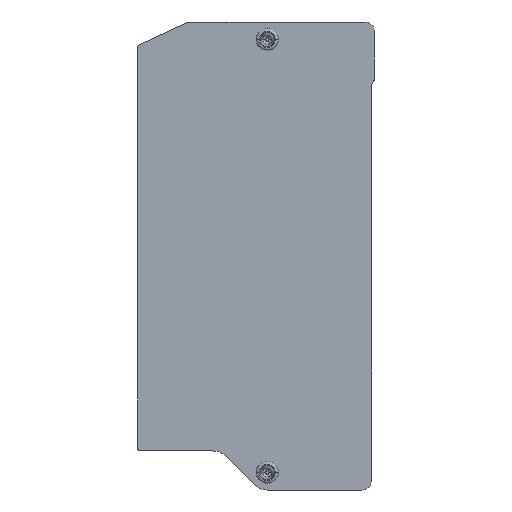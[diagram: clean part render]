
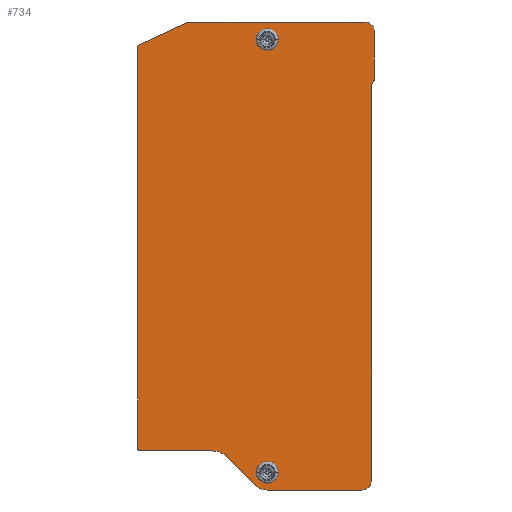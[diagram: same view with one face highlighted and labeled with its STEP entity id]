
A CAD part, left-side view. The second image highlights one B-rep face of the part: STEP entity #734.
In plain terms, the highlighted planar face has unit normal (-1, 0, 0).
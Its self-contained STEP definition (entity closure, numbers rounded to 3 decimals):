
#86=CARTESIAN_POINT('',(-1.5,23.828,-22.));
#87=DIRECTION('',(1.,0.,0.));
#88=DIRECTION('',(0.,0.,1.));
#89=AXIS2_PLACEMENT_3D('',#86,#87,#88);
#109=CARTESIAN_POINT('',(-1.5,18.25,-22.2));
#110=DIRECTION('',(1.,0.,0.));
#111=DIRECTION('',(0.,-1.,0.));
#112=AXIS2_PLACEMENT_3D('',#109,#110,#111);
#114=CARTESIAN_POINT('',(-1.5,18.25,-22.2));
#115=DIRECTION('',(1.,0.,0.));
#116=DIRECTION('',(0.,1.,0.));
#117=AXIS2_PLACEMENT_3D('',#114,#115,#116);
#129=CARTESIAN_POINT('',(-1.5,18.25,22.2));
#130=DIRECTION('',(1.,0.,0.));
#131=DIRECTION('',(0.,1.,0.));
#132=AXIS2_PLACEMENT_3D('',#129,#130,#131);
#134=CARTESIAN_POINT('',(-1.5,18.25,22.2));
#135=DIRECTION('',(1.,0.,0.));
#136=DIRECTION('',(0.,-1.,0.));
#137=AXIS2_PLACEMENT_3D('',#134,#135,#136);
#139=DIRECTION('',(0.,-0.707,-0.707));
#140=VECTOR('',#139,4.083);
#141=CARTESIAN_POINT('',(-1.5,22.414,-20.586));
#142=LINE('',#141,#140);
#143=DIRECTION('',(0.,-1.,0.));
#144=VECTOR('',#143,7.422);
#145=CARTESIAN_POINT('',(-1.5,31.25,-20.));
#146=LINE('',#145,#144);
#147=CARTESIAN_POINT('',(-1.5,31.25,-19.7));
#148=DIRECTION('',(-1.,0.,0.));
#149=DIRECTION('',(0.,1.,0.));
#150=AXIS2_PLACEMENT_3D('',#147,#148,#149);
#152=DIRECTION('',(0.,0.,-1.));
#153=VECTOR('',#152,41.089);
#154=CARTESIAN_POINT('',(-1.5,31.55,21.389));
#155=LINE('',#154,#153);
#156=CARTESIAN_POINT('',(-1.5,31.25,21.389));
#157=DIRECTION('',(-1.,0.,0.));
#158=DIRECTION('',(0.,0.423,0.906));
#159=AXIS2_PLACEMENT_3D('',#156,#157,#158);
#161=DIRECTION('',(0.,0.906,-0.423));
#162=VECTOR('',#161,5.469);
#163=CARTESIAN_POINT('',(-1.5,26.421,23.972));
#164=LINE('',#163,#162);
#165=CARTESIAN_POINT('',(-1.5,26.294,23.7));
#166=DIRECTION('',(-1.,0.,0.));
#167=DIRECTION('',(0.,0.,1.));
#168=AXIS2_PLACEMENT_3D('',#165,#166,#167);
#170=DIRECTION('',(0.,1.,0.));
#171=VECTOR('',#170,18.044);
#172=CARTESIAN_POINT('',(-1.5,8.25,24.));
#173=LINE('',#172,#171);
#174=CARTESIAN_POINT('',(-1.5,8.25,23.));
#175=DIRECTION('',(-1.,0.,0.));
#176=DIRECTION('',(0.,-1.,0.));
#177=AXIS2_PLACEMENT_3D('',#174,#175,#176);
#179=DIRECTION('',(0.,0.,1.));
#180=VECTOR('',#179,4.865);
#181=CARTESIAN_POINT('',(-1.5,7.25,18.135));
#182=LINE('',#181,#180);
#183=CARTESIAN_POINT('',(-1.5,7.55,18.135));
#184=DIRECTION('',(-1.,0.,0.));
#185=DIRECTION('',(0.,-0.714,-0.7));
#186=AXIS2_PLACEMENT_3D('',#183,#184,#185);
#188=CARTESIAN_POINT('',(-1.5,6.8,17.4));
#189=DIRECTION('',(1.,0.,0.));
#190=DIRECTION('',(0.,1.,0.));
#191=AXIS2_PLACEMENT_3D('',#188,#189,#190);
#193=DIRECTION('',(0.,0.,1.));
#194=VECTOR('',#193,40.4);
#195=CARTESIAN_POINT('',(-1.5,7.55,-23.));
#196=LINE('',#195,#194);
#197=CARTESIAN_POINT('',(-1.5,8.55,-23.));
#198=DIRECTION('',(-1.,0.,0.));
#199=DIRECTION('',(0.,0.,-1.));
#200=AXIS2_PLACEMENT_3D('',#197,#198,#199);
#202=DIRECTION('',(0.,-1.,0.));
#203=VECTOR('',#202,9.704);
#204=CARTESIAN_POINT('',(-1.5,18.254,-24.));
#205=LINE('',#204,#203);
#206=CARTESIAN_POINT('',(-1.5,18.254,-22.2));
#207=DIRECTION('',(-1.,0.,0.));
#208=DIRECTION('',(0.,0.707,-0.707));
#209=AXIS2_PLACEMENT_3D('',#206,#207,#208);
#457=CARTESIAN_POINT('',(-1.5,7.55,17.4));
#458=CARTESIAN_POINT('',(-1.5,7.336,17.925));
#459=VERTEX_POINT('',#457);
#460=VERTEX_POINT('',#458);
#461=CARTESIAN_POINT('',(-1.5,7.25,18.135));
#462=VERTEX_POINT('',#461);
#467=CARTESIAN_POINT('',(-1.5,31.55,-19.7));
#468=VERTEX_POINT('',#467);
#469=CARTESIAN_POINT('',(-1.5,31.25,-20.));
#470=VERTEX_POINT('',#469);
#475=CARTESIAN_POINT('',(-1.5,31.377,21.661));
#476=VERTEX_POINT('',#475);
#477=CARTESIAN_POINT('',(-1.5,31.55,21.389));
#478=VERTEX_POINT('',#477);
#483=CARTESIAN_POINT('',(-1.5,26.294,24.));
#484=VERTEX_POINT('',#483);
#485=CARTESIAN_POINT('',(-1.5,26.421,23.972));
#486=VERTEX_POINT('',#485);
#491=CARTESIAN_POINT('',(-1.5,7.25,23.));
#492=VERTEX_POINT('',#491);
#493=CARTESIAN_POINT('',(-1.5,8.25,24.));
#494=VERTEX_POINT('',#493);
#499=CARTESIAN_POINT('',(-1.5,8.55,-24.));
#500=VERTEX_POINT('',#499);
#501=CARTESIAN_POINT('',(-1.5,7.55,-23.));
#502=VERTEX_POINT('',#501);
#507=CARTESIAN_POINT('',(-1.5,19.527,-23.473));
#508=VERTEX_POINT('',#507);
#509=CARTESIAN_POINT('',(-1.5,18.254,-24.));
#510=VERTEX_POINT('',#509);
#512=CARTESIAN_POINT('',(-1.5,22.414,-20.586));
#514=VERTEX_POINT('',#512);
#516=CARTESIAN_POINT('',(-1.5,23.828,-20.));
#518=VERTEX_POINT('',#516);
#543=CARTESIAN_POINT('',(-1.5,17.237,-22.2));
#544=CARTESIAN_POINT('',(-1.5,19.263,-22.2));
#545=VERTEX_POINT('',#543);
#546=VERTEX_POINT('',#544);
#571=CARTESIAN_POINT('',(-1.5,19.263,22.2));
#572=CARTESIAN_POINT('',(-1.5,17.237,22.2));
#573=VERTEX_POINT('',#571);
#574=VERTEX_POINT('',#572);
#684=CARTESIAN_POINT('',(-1.5,31.55,0.));
#685=DIRECTION('',(-1.,0.,0.));
#686=DIRECTION('',(0.,0.,1.));
#687=AXIS2_PLACEMENT_3D('',#684,#685,#686);
#688=PLANE('',#687);
#689=ORIENTED_EDGE('',*,*,#652,.F.);
#690=ORIENTED_EDGE('',*,*,#641,.F.);
#691=ORIENTED_EDGE('',*,*,#627,.F.);
#693=ORIENTED_EDGE('',*,*,#692,.F.);
#695=ORIENTED_EDGE('',*,*,#694,.F.);
#697=ORIENTED_EDGE('',*,*,#696,.F.);
#699=ORIENTED_EDGE('',*,*,#698,.F.);
#701=ORIENTED_EDGE('',*,*,#700,.F.);
#703=ORIENTED_EDGE('',*,*,#702,.F.);
#705=ORIENTED_EDGE('',*,*,#704,.F.);
#707=ORIENTED_EDGE('',*,*,#706,.F.);
#709=ORIENTED_EDGE('',*,*,#708,.F.);
#711=ORIENTED_EDGE('',*,*,#710,.F.);
#713=ORIENTED_EDGE('',*,*,#712,.F.);
#715=ORIENTED_EDGE('',*,*,#714,.F.);
#717=ORIENTED_EDGE('',*,*,#716,.F.);
#719=ORIENTED_EDGE('',*,*,#718,.F.);
#720=EDGE_LOOP('',(#689,#690,#691,#693,#695,#697,#699,#701,#703,#705,#707,#709,
#711,#713,#715,#717,#719));
#721=FACE_OUTER_BOUND('',#720,.F.);
#723=ORIENTED_EDGE('',*,*,#722,.F.);
#725=ORIENTED_EDGE('',*,*,#724,.F.);
#726=EDGE_LOOP('',(#723,#725));
#727=FACE_BOUND('',#726,.F.);
#729=ORIENTED_EDGE('',*,*,#728,.F.);
#731=ORIENTED_EDGE('',*,*,#730,.F.);
#732=EDGE_LOOP('',(#729,#731));
#733=FACE_BOUND('',#732,.F.);
#734=ADVANCED_FACE('',(#721,#727,#733),#688,.T.);
#90=CIRCLE('',#89,2.);
#113=CIRCLE('',#112,1.013);
#118=CIRCLE('',#117,1.013);
#133=CIRCLE('',#132,1.013);
#138=CIRCLE('',#137,1.013);
#151=CIRCLE('',#150,0.3);
#160=CIRCLE('',#159,0.3);
#169=CIRCLE('',#168,0.3);
#178=CIRCLE('',#177,1.);
#187=CIRCLE('',#186,0.3);
#192=CIRCLE('',#191,0.75);
#201=CIRCLE('',#200,1.);
#210=CIRCLE('',#209,1.8);
#627=EDGE_CURVE('',#470,#518,#146,.T.);
#641=EDGE_CURVE('',#518,#514,#90,.T.);
#652=EDGE_CURVE('',#514,#508,#142,.T.);
#692=EDGE_CURVE('',#468,#470,#151,.T.);
#694=EDGE_CURVE('',#478,#468,#155,.T.);
#696=EDGE_CURVE('',#476,#478,#160,.T.);
#698=EDGE_CURVE('',#486,#476,#164,.T.);
#700=EDGE_CURVE('',#484,#486,#169,.T.);
#702=EDGE_CURVE('',#494,#484,#173,.T.);
#704=EDGE_CURVE('',#492,#494,#178,.T.);
#706=EDGE_CURVE('',#462,#492,#182,.T.);
#708=EDGE_CURVE('',#460,#462,#187,.T.);
#710=EDGE_CURVE('',#459,#460,#192,.T.);
#712=EDGE_CURVE('',#502,#459,#196,.T.);
#714=EDGE_CURVE('',#500,#502,#201,.T.);
#716=EDGE_CURVE('',#510,#500,#205,.T.);
#718=EDGE_CURVE('',#508,#510,#210,.T.);
#722=EDGE_CURVE('',#545,#546,#113,.T.);
#724=EDGE_CURVE('',#546,#545,#118,.T.);
#728=EDGE_CURVE('',#573,#574,#133,.T.);
#730=EDGE_CURVE('',#574,#573,#138,.T.);
